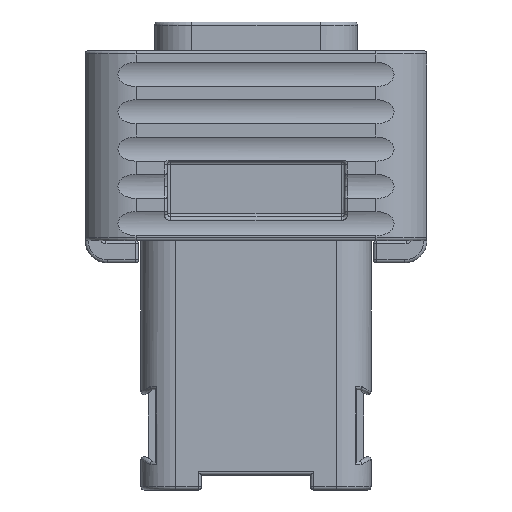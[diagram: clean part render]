
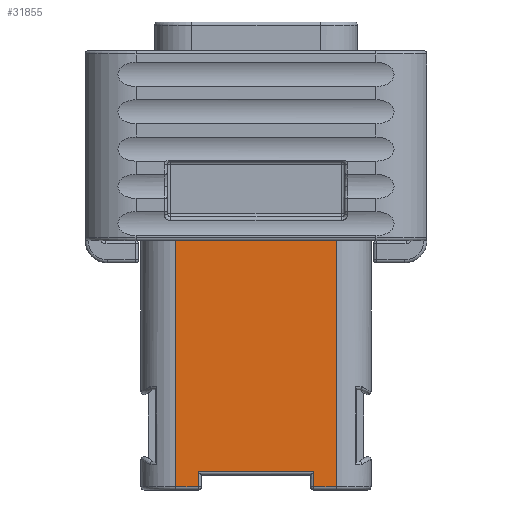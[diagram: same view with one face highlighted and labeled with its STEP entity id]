
A CAD part, front view. The second image highlights one B-rep face of the part: STEP entity #31855.
In plain terms, the highlighted planar face has unit normal (0, -1, 0).
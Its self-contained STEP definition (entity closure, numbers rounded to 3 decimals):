
#100=DIRECTION('',(1.,0.,0.));
#101=VECTOR('',#100,12.9);
#102=CARTESIAN_POINT('',(-6.45,-9.25,0.));
#103=LINE('',#102,#101);
#5847=DIRECTION('',(0.,0.,1.));
#5848=VECTOR('',#5847,1.2);
#5849=CARTESIAN_POINT('',(-4.647,-9.25,-19.81));
#5850=LINE('',#5849,#5848);
#5861=DIRECTION('',(-1.,0.,0.));
#5862=VECTOR('',#5861,9.294);
#5863=CARTESIAN_POINT('',(4.647,-9.25,-18.61));
#5864=LINE('',#5863,#5862);
#5865=DIRECTION('',(-1.,0.,0.));
#5866=VECTOR('',#5865,1.803);
#5867=CARTESIAN_POINT('',(-4.647,-9.25,-19.81));
#5868=LINE('',#5867,#5866);
#5869=DIRECTION('',(0.,0.,-1.));
#5870=VECTOR('',#5869,19.81);
#5871=CARTESIAN_POINT('',(-6.45,-9.25,0.));
#5872=LINE('',#5871,#5870);
#5873=DIRECTION('',(0.,0.,-1.));
#5874=VECTOR('',#5873,19.81);
#5875=CARTESIAN_POINT('',(6.45,-9.25,0.));
#5876=LINE('',#5875,#5874);
#5877=DIRECTION('',(-1.,0.,0.));
#5878=VECTOR('',#5877,1.803);
#5879=CARTESIAN_POINT('',(6.45,-9.25,-19.81));
#5880=LINE('',#5879,#5878);
#5914=DIRECTION('',(0.,0.,-1.));
#5915=VECTOR('',#5914,1.2);
#5916=CARTESIAN_POINT('',(4.647,-9.25,-18.61));
#5917=LINE('',#5916,#5915);
#19703=CARTESIAN_POINT('',(-6.45,-9.25,0.));
#19704=CARTESIAN_POINT('',(6.45,-9.25,0.));
#19705=VERTEX_POINT('',#19703);
#19706=VERTEX_POINT('',#19704);
#21386=CARTESIAN_POINT('',(-4.647,-9.25,-19.81));
#21388=VERTEX_POINT('',#21386);
#21393=CARTESIAN_POINT('',(-6.45,-9.25,-19.81));
#21394=VERTEX_POINT('',#21393);
#21417=CARTESIAN_POINT('',(6.45,-9.25,-19.81));
#21418=VERTEX_POINT('',#21417);
#21421=CARTESIAN_POINT('',(4.647,-9.25,-19.81));
#21422=VERTEX_POINT('',#21421);
#21608=CARTESIAN_POINT('',(4.647,-9.25,-18.61));
#21609=CARTESIAN_POINT('',(-4.647,-9.25,-18.61));
#21610=VERTEX_POINT('',#21608);
#21611=VERTEX_POINT('',#21609);
#31834=CARTESIAN_POINT('',(-9.25,-9.25,-20.06));
#31835=DIRECTION('',(0.,-1.,0.));
#31836=DIRECTION('',(1.,0.,0.));
#31837=AXIS2_PLACEMENT_3D('',#31834,#31835,#31836);
#31838=PLANE('',#31837);
#31840=ORIENTED_EDGE('',*,*,#31839,.T.);
#31841=ORIENTED_EDGE('',*,*,#31823,.F.);
#31843=ORIENTED_EDGE('',*,*,#31842,.T.);
#31845=ORIENTED_EDGE('',*,*,#31844,.F.);
#31846=ORIENTED_EDGE('',*,*,#23750,.T.);
#31848=ORIENTED_EDGE('',*,*,#31847,.T.);
#31850=ORIENTED_EDGE('',*,*,#31849,.T.);
#31852=ORIENTED_EDGE('',*,*,#31851,.F.);
#31853=EDGE_LOOP('',(#31840,#31841,#31843,#31845,#31846,#31848,#31850,#31852));
#31854=FACE_OUTER_BOUND('',#31853,.F.);
#31855=ADVANCED_FACE('',(#31854),#31838,.T.);
#23750=EDGE_CURVE('',#19705,#19706,#103,.T.);
#31823=EDGE_CURVE('',#21388,#21611,#5850,.T.);
#31839=EDGE_CURVE('',#21610,#21611,#5864,.T.);
#31842=EDGE_CURVE('',#21388,#21394,#5868,.T.);
#31844=EDGE_CURVE('',#19705,#21394,#5872,.T.);
#31847=EDGE_CURVE('',#19706,#21418,#5876,.T.);
#31849=EDGE_CURVE('',#21418,#21422,#5880,.T.);
#31851=EDGE_CURVE('',#21610,#21422,#5917,.T.);
